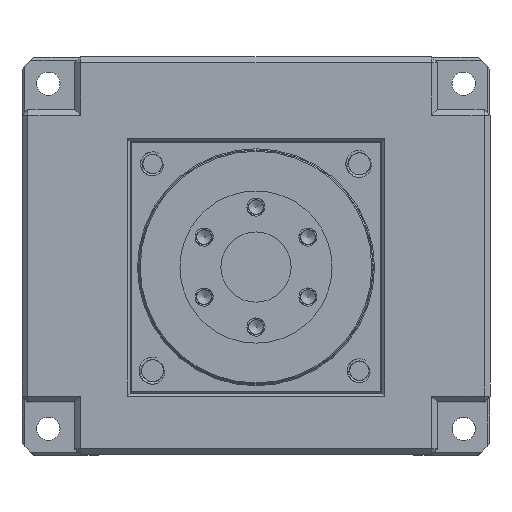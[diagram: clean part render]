
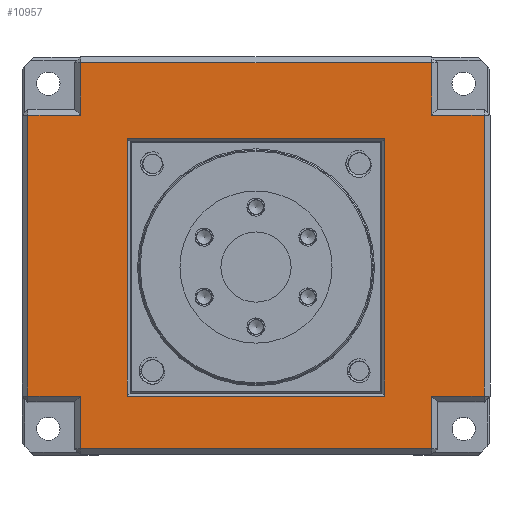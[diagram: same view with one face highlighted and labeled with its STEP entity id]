
A CAD part, top view. The second image highlights one B-rep face of the part: STEP entity #10957.
In plain terms, the highlighted face is planar.
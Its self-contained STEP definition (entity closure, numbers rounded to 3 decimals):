
#1347=FACE_BOUND('',#2055,.T.);
#1424=FACE_OUTER_BOUND('',#2054,.T.);
#2054=EDGE_LOOP('',(#7312,#7313,#7314,#7315,#7316,#7317,#7318,#7319,#7320,
#7321,#7322,#7323));
#2055=EDGE_LOOP('',(#7324,#7325,#7326,#7327));
#2749=LINE('',#14741,#3593);
#2753=LINE('',#14749,#3597);
#2758=LINE('',#14758,#3602);
#2759=LINE('',#14760,#3603);
#2766=LINE('',#14775,#3610);
#2767=LINE('',#14777,#3611);
#2768=LINE('',#14779,#3612);
#2769=LINE('',#14781,#3613);
#2770=LINE('',#14783,#3614);
#2771=LINE('',#14785,#3615);
#2772=LINE('',#14787,#3616);
#2773=LINE('',#14789,#3617);
#2774=LINE('',#14791,#3618);
#2775=LINE('',#14793,#3619);
#2776=LINE('',#14795,#3620);
#2777=LINE('',#14796,#3621);
#3593=VECTOR('',#12390,10.);
#3597=VECTOR('',#12396,10.);
#3602=VECTOR('',#12403,10.);
#3603=VECTOR('',#12406,10.);
#3610=VECTOR('',#12419,10.);
#3611=VECTOR('',#12420,10.);
#3612=VECTOR('',#12421,10.);
#3613=VECTOR('',#12422,10.);
#3614=VECTOR('',#12423,10.);
#3615=VECTOR('',#12424,10.);
#3616=VECTOR('',#12425,10.);
#3617=VECTOR('',#12426,10.);
#3618=VECTOR('',#12427,10.);
#3619=VECTOR('',#12428,10.);
#3620=VECTOR('',#12429,10.);
#3621=VECTOR('',#12430,10.);
#4437=VERTEX_POINT('',#14739);
#4438=VERTEX_POINT('',#14740);
#4441=VERTEX_POINT('',#14748);
#4444=VERTEX_POINT('',#14756);
#4448=VERTEX_POINT('',#14773);
#4449=VERTEX_POINT('',#14774);
#4450=VERTEX_POINT('',#14776);
#4451=VERTEX_POINT('',#14778);
#4452=VERTEX_POINT('',#14780);
#4453=VERTEX_POINT('',#14782);
#4454=VERTEX_POINT('',#14784);
#4455=VERTEX_POINT('',#14786);
#4456=VERTEX_POINT('',#14788);
#4457=VERTEX_POINT('',#14790);
#4458=VERTEX_POINT('',#14792);
#4459=VERTEX_POINT('',#14794);
#5565=EDGE_CURVE('',#4437,#4438,#2749,.T.);
#5569=EDGE_CURVE('',#4438,#4441,#2753,.T.);
#5574=EDGE_CURVE('',#4444,#4437,#2758,.T.);
#5575=EDGE_CURVE('',#4441,#4444,#2759,.T.);
#5582=EDGE_CURVE('',#4448,#4449,#2766,.T.);
#5583=EDGE_CURVE('',#4450,#4448,#2767,.T.);
#5584=EDGE_CURVE('',#4451,#4450,#2768,.T.);
#5585=EDGE_CURVE('',#4452,#4451,#2769,.T.);
#5586=EDGE_CURVE('',#4453,#4452,#2770,.T.);
#5587=EDGE_CURVE('',#4454,#4453,#2771,.T.);
#5588=EDGE_CURVE('',#4455,#4454,#2772,.T.);
#5589=EDGE_CURVE('',#4456,#4455,#2773,.T.);
#5590=EDGE_CURVE('',#4457,#4456,#2774,.T.);
#5591=EDGE_CURVE('',#4458,#4457,#2775,.T.);
#5592=EDGE_CURVE('',#4459,#4458,#2776,.T.);
#5593=EDGE_CURVE('',#4449,#4459,#2777,.T.);
#7312=ORIENTED_EDGE('',*,*,#5582,.F.);
#7313=ORIENTED_EDGE('',*,*,#5583,.F.);
#7314=ORIENTED_EDGE('',*,*,#5584,.F.);
#7315=ORIENTED_EDGE('',*,*,#5585,.F.);
#7316=ORIENTED_EDGE('',*,*,#5586,.F.);
#7317=ORIENTED_EDGE('',*,*,#5587,.F.);
#7318=ORIENTED_EDGE('',*,*,#5588,.F.);
#7319=ORIENTED_EDGE('',*,*,#5589,.F.);
#7320=ORIENTED_EDGE('',*,*,#5590,.F.);
#7321=ORIENTED_EDGE('',*,*,#5591,.F.);
#7322=ORIENTED_EDGE('',*,*,#5592,.F.);
#7323=ORIENTED_EDGE('',*,*,#5593,.F.);
#7324=ORIENTED_EDGE('',*,*,#5565,.F.);
#7325=ORIENTED_EDGE('',*,*,#5574,.F.);
#7326=ORIENTED_EDGE('',*,*,#5575,.F.);
#7327=ORIENTED_EDGE('',*,*,#5569,.F.);
#10740=PLANE('',#11638);
#10957=ADVANCED_FACE('',(#1424,#1347),#10740,.F.);
#11638=AXIS2_PLACEMENT_3D('',#14772,#12417,#12418);
#12390=DIRECTION('',(-1.,0.,0.));
#12396=DIRECTION('',(0.,1.,0.));
#12403=DIRECTION('',(0.,-1.,0.));
#12406=DIRECTION('',(1.,0.,0.));
#12417=DIRECTION('center_axis',(0.,0.,1.));
#12418=DIRECTION('ref_axis',(1.,0.,0.));
#12419=DIRECTION('',(0.,1.,0.));
#12420=DIRECTION('',(1.,0.,0.));
#12421=DIRECTION('',(0.,-1.,0.));
#12422=DIRECTION('',(1.,0.,0.));
#12423=DIRECTION('',(0.,-1.,0.));
#12424=DIRECTION('',(-1.,0.,0.));
#12425=DIRECTION('',(0.,-1.,0.));
#12426=DIRECTION('',(-1.,0.,0.));
#12427=DIRECTION('',(0.,1.,0.));
#12428=DIRECTION('',(-1.,0.,0.));
#12429=DIRECTION('',(0.,1.,0.));
#12430=DIRECTION('',(1.,0.,0.));
#14739=CARTESIAN_POINT('',(62.,-50.,0.));
#14740=CARTESIAN_POINT('',(18.,-50.,0.));
#14741=CARTESIAN_POINT('',(29.25,-50.,0.));
#14748=CARTESIAN_POINT('',(18.,-6.,0.));
#14749=CARTESIAN_POINT('',(18.,-25.75,0.));
#14756=CARTESIAN_POINT('',(62.,-6.,0.));
#14758=CARTESIAN_POINT('',(62.,-47.25,0.));
#14760=CARTESIAN_POINT('',(50.75,-6.,0.));
#14772=CARTESIAN_POINT('Origin',(40.,-45.,0.));
#14773=CARTESIAN_POINT('',(70.,-59.,0.));
#14774=CARTESIAN_POINT('',(70.,-50.,0.));
#14775=CARTESIAN_POINT('',(70.,-48.,0.));
#14776=CARTESIAN_POINT('',(10.,-59.,0.));
#14777=CARTESIAN_POINT('',(20.,-59.,0.));
#14778=CARTESIAN_POINT('',(10.,-50.,0.));
#14779=CARTESIAN_POINT('',(10.,-52.5,0.));
#14780=CARTESIAN_POINT('',(1.,-50.,0.));
#14781=CARTESIAN_POINT('',(24.5,-50.,0.));
#14782=CARTESIAN_POINT('',(1.,-2.,0.));
#14783=CARTESIAN_POINT('',(1.,-22.5,0.));
#14784=CARTESIAN_POINT('',(10.,-2.,0.));
#14785=CARTESIAN_POINT('',(20.,-2.,0.));
#14786=CARTESIAN_POINT('',(10.,7.,0.));
#14787=CARTESIAN_POINT('',(10.,-23.,0.));
#14788=CARTESIAN_POINT('',(70.,7.,0.));
#14789=CARTESIAN_POINT('',(60.,7.,0.));
#14790=CARTESIAN_POINT('',(70.,-2.,0.));
#14791=CARTESIAN_POINT('',(70.,-18.5,0.));
#14792=CARTESIAN_POINT('',(79.,-2.,0.));
#14793=CARTESIAN_POINT('',(55.5,-2.,0.));
#14794=CARTESIAN_POINT('',(79.,-50.,0.));
#14795=CARTESIAN_POINT('',(79.,-67.5,0.));
#14796=CARTESIAN_POINT('',(60.,-50.,0.));
